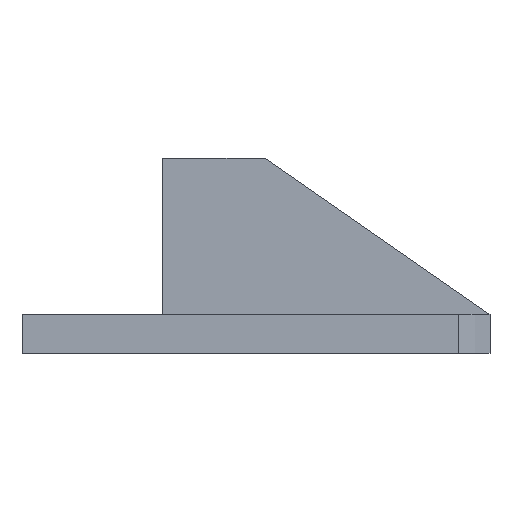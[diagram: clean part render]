
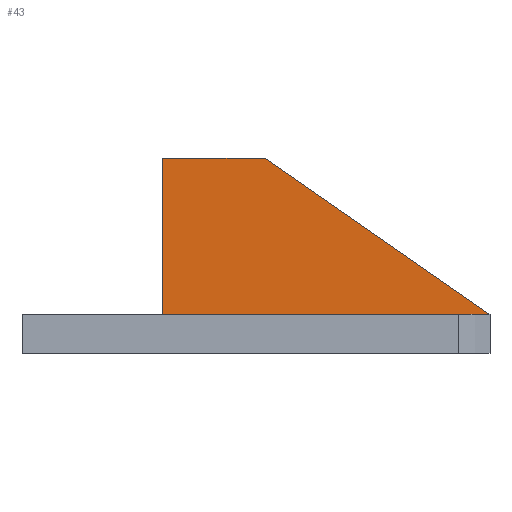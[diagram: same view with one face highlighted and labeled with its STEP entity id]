
A CAD part, left-side view. The second image highlights one B-rep face of the part: STEP entity #43.
In plain terms, the highlighted planar face has unit normal (-1, 0, 0).
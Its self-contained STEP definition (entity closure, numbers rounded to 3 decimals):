
#43=ADVANCED_FACE('',(#74),#560,.T.);
#74=FACE_OUTER_BOUND('',#105,.T.);
#105=EDGE_LOOP('',(#161,#162,#163,#164));
#161=ORIENTED_EDGE('',*,*,#327,.F.);
#162=ORIENTED_EDGE('',*,*,#326,.F.);
#163=ORIENTED_EDGE('',*,*,#356,.F.);
#164=ORIENTED_EDGE('',*,*,#351,.F.);
#326=EDGE_CURVE('',#489,#488,#459,.T.);
#327=EDGE_CURVE('',#488,#508,#460,.T.);
#351=EDGE_CURVE('',#508,#507,#477,.T.);
#356=EDGE_CURVE('',#507,#489,#482,.T.);
#459=B_SPLINE_CURVE_WITH_KNOTS('',1,(#884,#885),.UNSPECIFIED.,.F.,.F.,(2,
2),(0.,43.4),.UNSPECIFIED.);
#460=B_SPLINE_CURVE_WITH_KNOTS('',1,(#886,#887),.UNSPECIFIED.,.F.,.F.,(2,
2),(101.17,121.17),.UNSPECIFIED.);
#477=B_SPLINE_CURVE_WITH_KNOTS('',1,(#946,#947),.UNSPECIFIED.,.F.,.F.,(2,
2),(0.,13.2),.UNSPECIFIED.);
#482=B_SPLINE_CURVE_WITH_KNOTS('',1,(#956,#957),.UNSPECIFIED.,.F.,.F.,(2,
2),(11.434,49.17),.UNSPECIFIED.);
#488=VERTEX_POINT('',#808);
#489=VERTEX_POINT('',#809);
#507=VERTEX_POINT('',#827);
#508=VERTEX_POINT('',#828);
#560=PLANE('',#594);
#594=AXIS2_PLACEMENT_3D('',#628,#611,$);
#611=DIRECTION('',(-1.,0.,0.));
#628=CARTESIAN_POINT('',(132.031,-164.532,-110.875));
#808=CARTESIAN_POINT('',(132.031,-122.532,-135.875));
#809=CARTESIAN_POINT('',(132.031,-164.532,-135.875));
#827=CARTESIAN_POINT('',(132.031,-135.732,-115.875));
#828=CARTESIAN_POINT('',(132.031,-122.532,-115.875));
#884=CARTESIAN_POINT('',(132.031,-164.532,-135.875));
#885=CARTESIAN_POINT('',(132.031,-122.532,-135.875));
#886=CARTESIAN_POINT('',(132.031,-122.532,-135.875));
#887=CARTESIAN_POINT('',(132.031,-122.532,-115.875));
#946=CARTESIAN_POINT('',(132.031,-122.532,-115.875));
#947=CARTESIAN_POINT('',(132.031,-135.732,-115.875));
#956=CARTESIAN_POINT('',(132.031,-135.732,-115.875));
#957=CARTESIAN_POINT('',(132.031,-164.532,-135.875));
